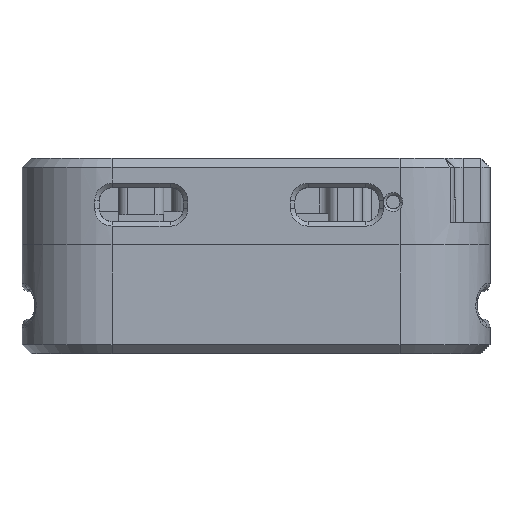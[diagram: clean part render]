
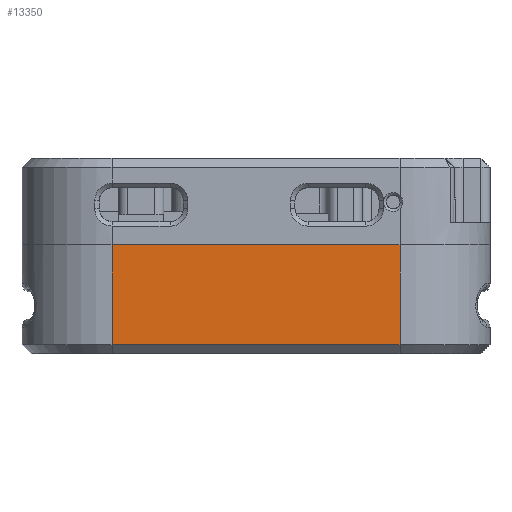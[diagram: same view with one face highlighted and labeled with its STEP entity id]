
A CAD part, front view. The second image highlights one B-rep face of the part: STEP entity #13350.
In plain terms, the highlighted planar face has unit normal (0, -1, 0).
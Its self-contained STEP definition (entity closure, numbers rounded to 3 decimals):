
#1419=PLANE('',#14381);
#2103=FACE_OUTER_BOUND('',#2864,.T.);
#2864=EDGE_LOOP('',(#12231,#12232,#12233,#12234));
#4109=LINE('',#24497,#5392);
#4154=LINE('',#25292,#5437);
#4156=LINE('',#25332,#5439);
#4157=LINE('',#25333,#5440);
#5392=VECTOR('',#17430,1.);
#5437=VECTOR('',#17567,1.);
#5439=VECTOR('',#17577,1.);
#5440=VECTOR('',#17578,1.);
#6658=VERTEX_POINT('',#24494);
#6659=VERTEX_POINT('',#24496);
#6707=VERTEX_POINT('',#25291);
#6712=VERTEX_POINT('',#25331);
#8518=EDGE_CURVE('',#6659,#6658,#4109,.T.);
#8595=EDGE_CURVE('',#6707,#6658,#4154,.T.);
#8601=EDGE_CURVE('',#6707,#6712,#4156,.T.);
#8602=EDGE_CURVE('',#6712,#6659,#4157,.T.);
#12231=ORIENTED_EDGE('',*,*,#8601,.T.);
#12232=ORIENTED_EDGE('',*,*,#8602,.T.);
#12233=ORIENTED_EDGE('',*,*,#8518,.T.);
#12234=ORIENTED_EDGE('',*,*,#8595,.F.);
#13350=ADVANCED_FACE('',(#2103),#1419,.T.);
#14381=AXIS2_PLACEMENT_3D('',#25330,#17575,#17576);
#17430=DIRECTION('',(-1.,0.,0.));
#17567=DIRECTION('',(0.,0.,1.));
#17575=DIRECTION('center_axis',(0.,-1.,0.));
#17576=DIRECTION('ref_axis',(-1.,0.,0.));
#17577=DIRECTION('',(1.,0.,0.));
#17578=DIRECTION('',(0.,0.,1.));
#24494=CARTESIAN_POINT('',(-16.,-26.,12.1));
#24496=CARTESIAN_POINT('',(16.,-26.,12.1));
#24497=CARTESIAN_POINT('',(13.,-26.,12.1));
#25291=CARTESIAN_POINT('',(-16.,-26.,1.));
#25292=CARTESIAN_POINT('',(-16.,-26.,0.));
#25330=CARTESIAN_POINT('Origin',(26.,-26.,0.));
#25331=CARTESIAN_POINT('',(16.,-26.,1.));
#25332=CARTESIAN_POINT('',(-16.,-26.,1.));
#25333=CARTESIAN_POINT('',(16.,-26.,0.));
